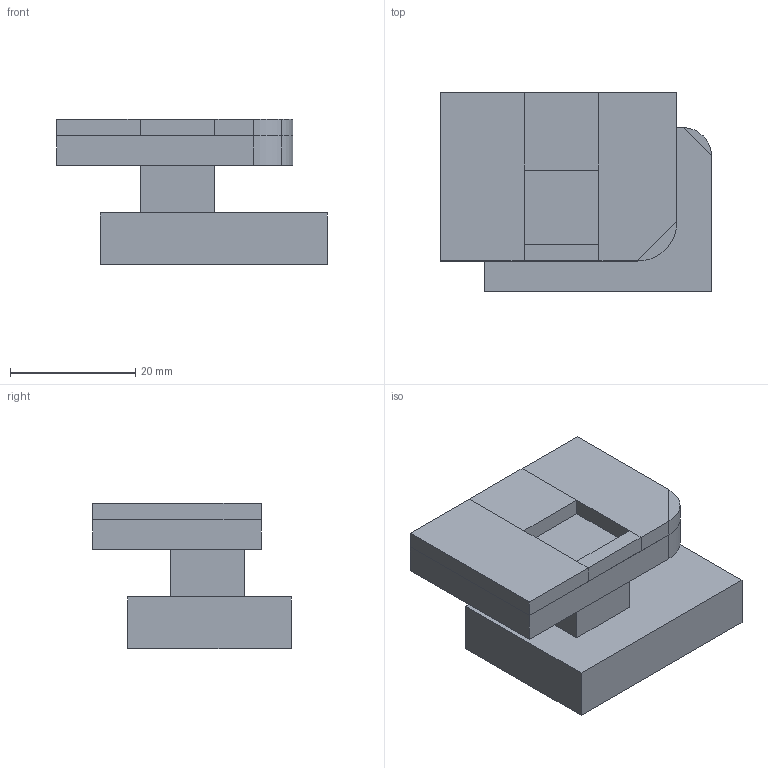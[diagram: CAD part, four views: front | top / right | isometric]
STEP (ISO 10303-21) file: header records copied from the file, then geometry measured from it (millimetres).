
FILE_DESCRIPTION(('Open CASCADE Model'),'2;1');
FILE_NAME('Open CASCADE Shape Model','2016-06-13T15:22:04',('Author'),( 'Open CASCADE'),'Open CASCADE STEP processor 6.5','Open CASCADE 6.5' ,'Unknown');
FILE_SCHEMA(('AUTOMOTIVE_DESIGN_CC2 { 1 2 10303 214 -1 1 5 4 }'));
Length unit declared in the file: millimetre
Products named in the file (10): Open CASCADE STEP translator 6.5 1; Open CASCADE STEP translator 6.5 2; Open CASCADE STEP translator 6.5 3; Open CASCADE STEP translator 6.5 4; Open CASCADE STEP translator 6.5 5; Open CASCADE STEP translator 6.5 6; Open CASCADE STEP translator 6.5 7; Open CASCADE STEP translator 6.5 8; Open CASCADE STEP translator 6.5 9; Open CASCADE STEP translator 6.5 10
Bounding box: 43.26 x 31.69 x 23.23 mm (x, y, z)
Volume: 15890.8 mm3; surface area: 8742.4 mm2
Topology: 10 solids, 10 shells, 67 faces, 144 edges, 100 vertices
Faces by surface type: plane 61, cylinder 6
Entity records: 3748 total; most frequent: CARTESIAN_POINT 832, DIRECTION 460, LINE 292, VECTOR 292, ORIENTED_EDGE 288, PCURVE 288, DEFINITIONAL_REPRESENTATION 288, EDGE_CURVE 144
